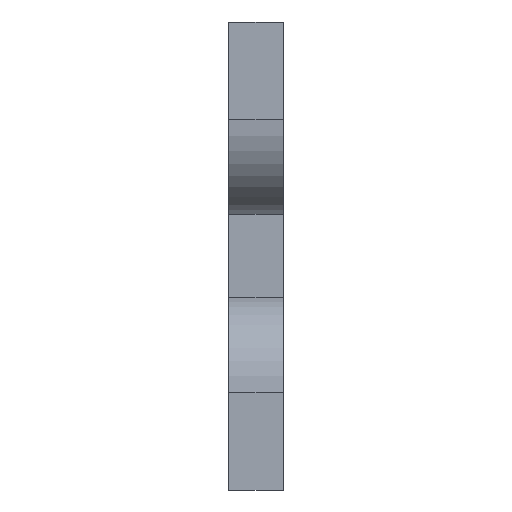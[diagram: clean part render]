
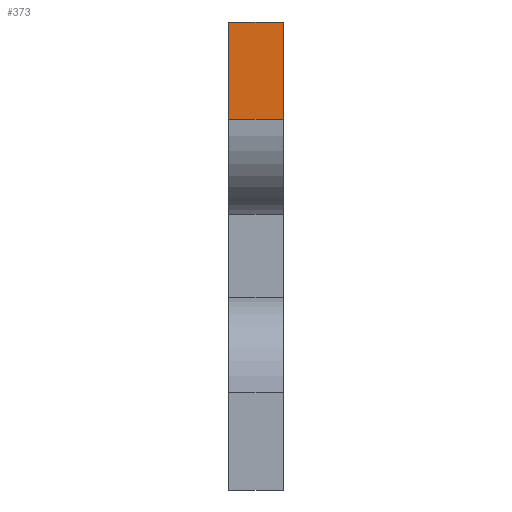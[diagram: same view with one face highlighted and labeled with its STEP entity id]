
A CAD part, left-side view. The second image highlights one B-rep face of the part: STEP entity #373.
In plain terms, the highlighted free-form (B-spline) face has degree [1, 1] with [2, 2] control points.
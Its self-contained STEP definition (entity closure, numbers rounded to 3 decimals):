
#346 = VERTEX_POINT('',#347);
#347 = CARTESIAN_POINT('',(-145.064,0.,84.778));
#353 = EDGE_CURVE('',#354,#346,#356,.T.);
#354 = VERTEX_POINT('',#355);
#355 = CARTESIAN_POINT('',(-145.064,33.642,
    84.778));
#356 = B_SPLINE_CURVE_WITH_KNOTS('',1,(#357,#358),.UNSPECIFIED.,.F.,.F.,
  (2,2),(-0.,25.),.PIECEWISE_BEZIER_KNOTS.);
#357 = CARTESIAN_POINT('',(-145.064,33.642,
    84.778));
#358 = CARTESIAN_POINT('',(-145.064,0.,84.778));
#373 = ADVANCED_FACE('',(#374),#396,.F.);
#374 = FACE_BOUND('',#375,.T.);
#375 = EDGE_LOOP('',(#376,#383,#390,#395));
#376 = ORIENTED_EDGE('',*,*,#377,.T.);
#377 = EDGE_CURVE('',#346,#378,#380,.T.);
#378 = VERTEX_POINT('',#379);
#379 = CARTESIAN_POINT('',(-145.064,0.,145.064));
#380 = B_SPLINE_CURVE_WITH_KNOTS('',1,(#381,#382),.UNSPECIFIED.,.F.,.F.,
  (2,2),(0.,44.8),.PIECEWISE_BEZIER_KNOTS.);
#381 = CARTESIAN_POINT('',(-145.064,0.,84.778));
#382 = CARTESIAN_POINT('',(-145.064,0.,145.064));
#383 = ORIENTED_EDGE('',*,*,#384,.F.);
#384 = EDGE_CURVE('',#385,#378,#387,.T.);
#385 = VERTEX_POINT('',#386);
#386 = CARTESIAN_POINT('',(-145.064,33.642,
    145.064));
#387 = B_SPLINE_CURVE_WITH_KNOTS('',1,(#388,#389),.UNSPECIFIED.,.F.,.F.,
  (2,2),(-0.,25.),.PIECEWISE_BEZIER_KNOTS.);
#388 = CARTESIAN_POINT('',(-145.064,33.642,
    145.064));
#389 = CARTESIAN_POINT('',(-145.064,0.,145.064));
#390 = ORIENTED_EDGE('',*,*,#391,.F.);
#391 = EDGE_CURVE('',#354,#385,#392,.T.);
#392 = B_SPLINE_CURVE_WITH_KNOTS('',1,(#393,#394),.UNSPECIFIED.,.F.,.F.,
  (2,2),(0.,44.8),.PIECEWISE_BEZIER_KNOTS.);
#393 = CARTESIAN_POINT('',(-145.064,33.642,
    84.778));
#394 = CARTESIAN_POINT('',(-145.064,33.642,
    145.064));
#395 = ORIENTED_EDGE('',*,*,#353,.T.);
#396 = B_SPLINE_SURFACE_WITH_KNOTS('',1,1,(
    (#397,#398)
    ,(#399,#400
    )),.UNSPECIFIED.,.F.,.F.,.F.,(2,2),(2,2),(-44.8,0.),(-25.,0.),
  .PIECEWISE_BEZIER_KNOTS.);
#397 = CARTESIAN_POINT('',(-145.064,0.,145.064));
#398 = CARTESIAN_POINT('',(-145.064,33.642,
    145.064));
#399 = CARTESIAN_POINT('',(-145.064,0.,84.778));
#400 = CARTESIAN_POINT('',(-145.064,33.642,
    84.778));
